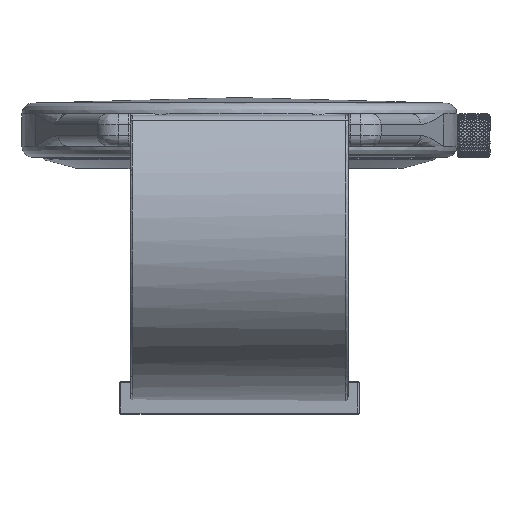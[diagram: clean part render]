
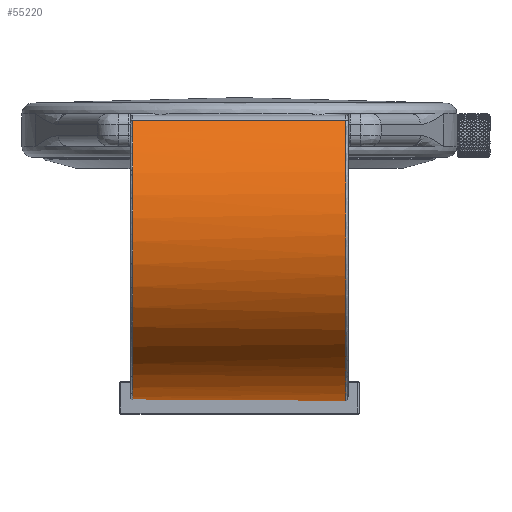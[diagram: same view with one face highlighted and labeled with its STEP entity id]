
A CAD part, top view. The second image highlights one B-rep face of the part: STEP entity #55220.
In plain terms, the highlighted free-form (B-spline) face has degree [4, 1] with [7, 2] control points.
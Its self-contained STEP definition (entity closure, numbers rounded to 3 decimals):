
#54932 = VERTEX_POINT('',#54933);
#54933 = CARTESIAN_POINT('',(-10.516,1.503,
    25.222));
#54975 = EDGE_CURVE('',#54976,#54932,#54978,.T.);
#54976 = VERTEX_POINT('',#54977);
#54977 = CARTESIAN_POINT('',(-10.516,-26.289,
    0.));
#54978 = B_SPLINE_CURVE_WITH_KNOTS('',3,(#54979,#54980,#54981,#54982,
    #54983,#54984,#54985,#54986,#54987,#54988,#54989),.UNSPECIFIED.,.F.,
  .F.,(4,1,1,1,1,1,1,1,4),(0.,0.666,1.333,
    1.999,2.666,3.332,3.999,
    4.332,4.665),.UNSPECIFIED.);
#54979 = CARTESIAN_POINT('',(-10.516,-26.289,
    0.));
#54980 = CARTESIAN_POINT('',(-10.516,-26.289,
    2.387));
#54981 = CARTESIAN_POINT('',(-10.516,-26.169,
    7.154));
#54982 = CARTESIAN_POINT('',(-10.516,-25.474,
    14.32));
#54983 = CARTESIAN_POINT('',(-10.516,-23.335,
    21.265));
#54984 = CARTESIAN_POINT('',(-10.516,-18.728,
    27.114));
#54985 = CARTESIAN_POINT('',(-10.516,-11.888,
    30.14));
#54986 = CARTESIAN_POINT('',(-10.516,-5.66,
    29.691));
#54987 = CARTESIAN_POINT('',(-10.516,-1.293,
    27.503));
#54988 = CARTESIAN_POINT('',(-10.516,0.608,
    26.024));
#54989 = CARTESIAN_POINT('',(-10.516,1.503,
    25.222));
#55194 = EDGE_CURVE('',#54932,#55195,#55197,.T.);
#55195 = VERTEX_POINT('',#55196);
#55196 = CARTESIAN_POINT('',(10.516,1.503,
    25.222));
#55197 = B_SPLINE_CURVE_WITH_KNOTS('',1,(#55198,#55199),.UNSPECIFIED.,
  .F.,.F.,(2,2),(-9.8,9.8),.PIECEWISE_BEZIER_KNOTS.);
#55198 = CARTESIAN_POINT('',(-10.516,1.503,
    25.222));
#55199 = CARTESIAN_POINT('',(10.516,1.503,
    25.222));
#55220 = ADVANCED_FACE('',(#55221),#55246,.T.);
#55221 = FACE_BOUND('',#55222,.T.);
#55222 = EDGE_LOOP('',(#55223,#55224,#55231,#55245));
#55223 = ORIENTED_EDGE('',*,*,#54975,.F.);
#55224 = ORIENTED_EDGE('',*,*,#55225,.T.);
#55225 = EDGE_CURVE('',#54976,#55226,#55228,.T.);
#55226 = VERTEX_POINT('',#55227);
#55227 = CARTESIAN_POINT('',(10.516,-26.289,
    0.));
#55228 = B_SPLINE_CURVE_WITH_KNOTS('',1,(#55229,#55230),.UNSPECIFIED.,
  .F.,.F.,(2,2),(-9.8,9.8),.PIECEWISE_BEZIER_KNOTS.);
#55229 = CARTESIAN_POINT('',(-10.516,-26.289,
    0.));
#55230 = CARTESIAN_POINT('',(10.516,-26.289,
    0.));
#55231 = ORIENTED_EDGE('',*,*,#55232,.F.);
#55232 = EDGE_CURVE('',#55195,#55226,#55233,.T.);
#55233 = B_SPLINE_CURVE_WITH_KNOTS('',3,(#55234,#55235,#55236,#55237,
    #55238,#55239,#55240,#55241,#55242,#55243,#55244),.UNSPECIFIED.,.F.,
  .F.,(4,1,1,1,1,1,1,1,4),(0.,0.333,0.667,
    1.334,2.,2.667,3.334,
    4.001,4.667),.UNSPECIFIED.);
#55234 = CARTESIAN_POINT('',(10.516,1.503,
    25.222));
#55235 = CARTESIAN_POINT('',(10.516,0.608,
    26.024));
#55236 = CARTESIAN_POINT('',(10.516,-1.297,
    27.505));
#55237 = CARTESIAN_POINT('',(10.516,-5.664,
    29.695));
#55238 = CARTESIAN_POINT('',(10.516,-11.893,
    30.128));
#55239 = CARTESIAN_POINT('',(10.516,-18.734,
    27.107));
#55240 = CARTESIAN_POINT('',(10.516,-23.336,
    21.259));
#55241 = CARTESIAN_POINT('',(10.516,-25.48,
    14.298));
#55242 = CARTESIAN_POINT('',(10.516,-26.173,
    7.139));
#55243 = CARTESIAN_POINT('',(10.516,-26.289,
    2.388));
#55244 = CARTESIAN_POINT('',(10.516,-26.289,
    0.));
#55245 = ORIENTED_EDGE('',*,*,#55194,.F.);
#55246 = B_SPLINE_SURFACE_WITH_KNOTS('',4,1,(
    (#55247,#55248)
    ,(#55249,#55250)
    ,(#55251,#55252)
    ,(#55253,#55254)
    ,(#55255,#55256)
    ,(#55257,#55258)
    ,(#55259,#55260
    )),.UNSPECIFIED.,.F.,.F.,.F.,(5,1,1,5),(2,2),(1.,2.,3.,4.),(-1.,1.),
  .UNSPECIFIED.);
#55247 = CARTESIAN_POINT('',(-10.73,1.503,
    25.222));
#55248 = CARTESIAN_POINT('',(10.73,1.503,
    25.222));
#55249 = CARTESIAN_POINT('',(-10.73,-2.82,
    29.097));
#55250 = CARTESIAN_POINT('',(10.73,-2.82,
    29.097));
#55251 = CARTESIAN_POINT('',(-10.73,-10.026,
    30.845));
#55252 = CARTESIAN_POINT('',(10.73,-10.026,
    30.845));
#55253 = CARTESIAN_POINT('',(-10.73,-18.1,
    28.487));
#55254 = CARTESIAN_POINT('',(10.73,-18.1,
    28.487));
#55255 = CARTESIAN_POINT('',(-10.73,-23.389,
    22.27));
#55256 = CARTESIAN_POINT('',(10.73,-23.389,
    22.27));
#55257 = CARTESIAN_POINT('',(-10.73,-26.289,
    13.118));
#55258 = CARTESIAN_POINT('',(10.73,-26.289,
    13.118));
#55259 = CARTESIAN_POINT('',(-10.73,-26.289,
    0.));
#55260 = CARTESIAN_POINT('',(10.73,-26.289,
    0.));
